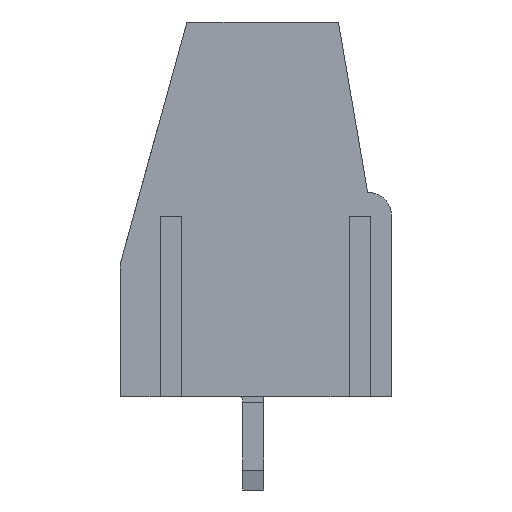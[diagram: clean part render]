
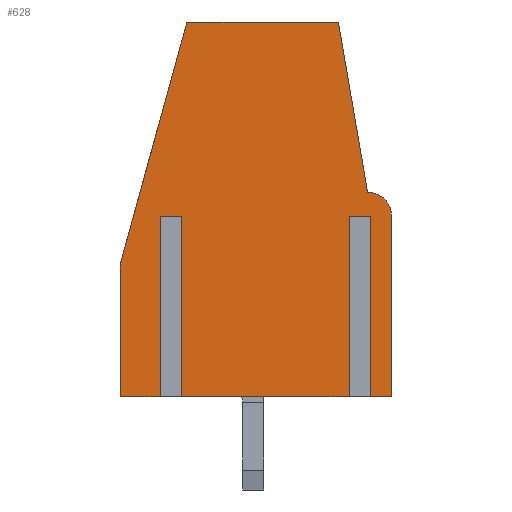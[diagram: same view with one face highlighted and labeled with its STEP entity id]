
A CAD part, left-side view. The second image highlights one B-rep face of the part: STEP entity #628.
In plain terms, the highlighted planar face has unit normal (-1, 0, 0).
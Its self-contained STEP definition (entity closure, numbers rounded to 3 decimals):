
#628=ADVANCED_FACE('',(#2930),#2932,.T.);
#2930=FACE_BOUND('',#2931,.T.);
#2931=EDGE_LOOP('',(#4879,#4880,#4881,#4882,#4883,#4884,#4885,#4886,#4887,#4888,
#4889,#4890,#4891,#4892,#4893));
#2932=PLANE('',#2933);
#2933=AXIS2_PLACEMENT_3D('',#2934,#2935,#2936);
#2934=CARTESIAN_POINT('',(-2.5,0.,0.));
#2935=DIRECTION('',(-1.,0.,0.));
#2936=DIRECTION('',(0.,0.,-1.));
#4879=ORIENTED_EDGE('',*,*,#6165,.F.);
#4880=ORIENTED_EDGE('',*,*,#6166,.F.);
#4881=ORIENTED_EDGE('',*,*,#6167,.F.);
#4882=ORIENTED_EDGE('',*,*,#6018,.T.);
#4883=ORIENTED_EDGE('',*,*,#6168,.F.);
#4884=ORIENTED_EDGE('',*,*,#6169,.F.);
#4885=ORIENTED_EDGE('',*,*,#6170,.F.);
#4886=ORIENTED_EDGE('',*,*,#6014,.T.);
#4887=ORIENTED_EDGE('',*,*,#6148,.T.);
#4888=ORIENTED_EDGE('',*,*,#6146,.T.);
#4889=ORIENTED_EDGE('',*,*,#6144,.T.);
#4890=ORIENTED_EDGE('',*,*,#6138,.T.);
#4891=ORIENTED_EDGE('',*,*,#6130,.T.);
#4892=ORIENTED_EDGE('',*,*,#6120,.T.);
#4893=ORIENTED_EDGE('',*,*,#6022,.T.);
#6014=EDGE_CURVE('',#6712,#6710,#6713,.T.);
#6018=EDGE_CURVE('',#6720,#6718,#6721,.T.);
#6022=EDGE_CURVE('',#6728,#6726,#6729,.T.);
#6120=EDGE_CURVE('',#6917,#6728,#6918,.T.);
#6130=EDGE_CURVE('',#6934,#6917,#6935,.T.);
#6138=EDGE_CURVE('',#6947,#6934,#6948,.T.);
#6144=EDGE_CURVE('',#6958,#6947,#6959,.T.);
#6146=EDGE_CURVE('',#6961,#6958,#6962,.T.);
#6148=EDGE_CURVE('',#6710,#6961,#6964,.T.);
#6165=EDGE_CURVE('',#6997,#6726,#6998,.T.);
#6166=EDGE_CURVE('',#6999,#6997,#7000,.F.);
#6167=EDGE_CURVE('',#6720,#6999,#7001,.T.);
#6168=EDGE_CURVE('',#7002,#6718,#7003,.T.);
#6169=EDGE_CURVE('',#7004,#7002,#7005,.F.);
#6170=EDGE_CURVE('',#6712,#7004,#7006,.T.);
#6710=VERTEX_POINT('',#7847);
#6712=VERTEX_POINT('',#7851);
#6713=LINE('',#7852,#7853);
#6718=VERTEX_POINT('',#7863);
#6720=VERTEX_POINT('',#7867);
#6721=LINE('',#7868,#7869);
#6726=VERTEX_POINT('',#7879);
#6728=VERTEX_POINT('',#7883);
#6729=LINE('',#7884,#7885);
#6917=VERTEX_POINT('',#8268);
#6918=LINE('',#8269,#8270);
#6934=VERTEX_POINT('',#8305);
#6935=LINE('',#8306,#8307);
#6947=VERTEX_POINT('',#8334);
#6948=LINE('',#8335,#8336);
#6958=VERTEX_POINT('',#8361);
#6959=LINE('',#8362,#8363);
#6961=VERTEX_POINT('',#8368);
#6962=CIRCLE('',#8369,0.9);
#6964=LINE('',#8376,#8377);
#6997=VERTEX_POINT('',#8443);
#6998=LINE('',#8444,#8445);
#6999=VERTEX_POINT('',#8447);
#7000=LINE('',#8448,#8449);
#7001=LINE('',#8451,#8452);
#7002=VERTEX_POINT('',#8454);
#7003=LINE('',#8455,#8456);
#7004=VERTEX_POINT('',#8458);
#7005=LINE('',#8459,#8460);
#7006=LINE('',#8462,#8463);
#7847=CARTESIAN_POINT('',(-2.5,-5.2,0.));
#7851=CARTESIAN_POINT('',(-2.5,-4.325,0.));
#7852=CARTESIAN_POINT('',(-2.5,-4.325,0.));
#7853=VECTOR('',#7854,1.);
#7854=DIRECTION('',(0.,-1.,0.));
#7863=CARTESIAN_POINT('',(-2.5,-3.675,0.));
#7867=CARTESIAN_POINT('',(-2.5,2.775,0.));
#7868=CARTESIAN_POINT('',(-2.5,2.775,0.));
#7869=VECTOR('',#7870,1.);
#7870=DIRECTION('',(0.,-1.,0.));
#7879=CARTESIAN_POINT('',(-2.5,3.425,0.));
#7883=CARTESIAN_POINT('',(-2.5,5.,0.));
#7884=CARTESIAN_POINT('',(-2.5,5.,0.));
#7885=VECTOR('',#7886,1.);
#7886=DIRECTION('',(0.,-1.,0.));
#8268=CARTESIAN_POINT('',(-2.5,5.,5.));
#8269=CARTESIAN_POINT('',(-2.5,5.,5.));
#8270=VECTOR('',#8271,1.);
#8271=DIRECTION('',(0.,0.,-1.));
#8305=CARTESIAN_POINT('',(-2.5,2.5,14.1));
#8306=CARTESIAN_POINT('',(-2.5,2.5,14.1));
#8307=VECTOR('',#8308,1.);
#8308=DIRECTION('',(0.,0.265,-0.964));
#8334=CARTESIAN_POINT('',(-2.5,-3.2,14.1));
#8335=CARTESIAN_POINT('',(-2.5,-3.2,14.1));
#8336=VECTOR('',#8337,1.);
#8337=DIRECTION('',(0.,1.,0.));
#8361=CARTESIAN_POINT('',(-2.5,-4.3,7.7));
#8362=CARTESIAN_POINT('',(-2.5,-4.3,7.7));
#8363=VECTOR('',#8364,1.);
#8364=DIRECTION('',(0.,0.169,0.986));
#8368=CARTESIAN_POINT('',(-2.5,-5.2,6.8));
#8369=AXIS2_PLACEMENT_3D('',#8370,#8371,#8372);
#8370=CARTESIAN_POINT('',(-2.5,-4.3,6.8));
#8371=DIRECTION('',(-1.,-0.,-0.));
#8372=DIRECTION('',(0.,-1.,0.));
#8376=CARTESIAN_POINT('',(-2.5,-5.2,0.));
#8377=VECTOR('',#8378,1.);
#8378=DIRECTION('',(0.,0.,1.));
#8443=CARTESIAN_POINT('',(-2.5,3.425,6.8));
#8444=CARTESIAN_POINT('',(-2.5,3.425,6.8));
#8445=VECTOR('',#8446,1.);
#8446=DIRECTION('',(0.,0.,-1.));
#8447=CARTESIAN_POINT('',(-2.5,2.775,6.8));
#8448=CARTESIAN_POINT('',(-2.5,3.425,6.8));
#8449=VECTOR('',#8450,1.);
#8450=DIRECTION('',(0.,-1.,0.));
#8451=CARTESIAN_POINT('',(-2.5,2.775,0.));
#8452=VECTOR('',#8453,1.);
#8453=DIRECTION('',(0.,0.,1.));
#8454=CARTESIAN_POINT('',(-2.5,-3.675,6.8));
#8455=CARTESIAN_POINT('',(-2.5,-3.675,6.8));
#8456=VECTOR('',#8457,1.);
#8457=DIRECTION('',(0.,0.,-1.));
#8458=CARTESIAN_POINT('',(-2.5,-4.325,6.8));
#8459=CARTESIAN_POINT('',(-2.5,-3.675,6.8));
#8460=VECTOR('',#8461,1.);
#8461=DIRECTION('',(0.,-1.,0.));
#8462=CARTESIAN_POINT('',(-2.5,-4.325,0.));
#8463=VECTOR('',#8464,1.);
#8464=DIRECTION('',(0.,0.,1.));
